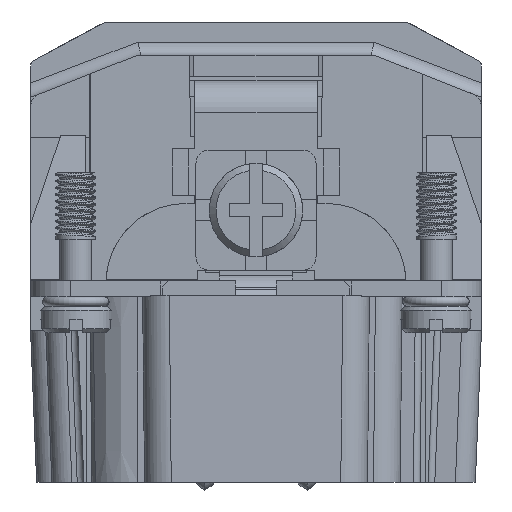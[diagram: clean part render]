
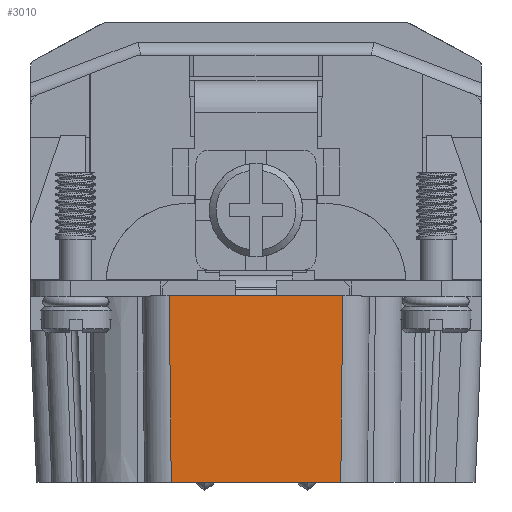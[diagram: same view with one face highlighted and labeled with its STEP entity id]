
A CAD part, left-side view. The second image highlights one B-rep face of the part: STEP entity #3010.
In plain terms, the highlighted planar face has unit normal (-1, 0, -0.011).
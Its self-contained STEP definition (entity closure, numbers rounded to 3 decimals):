
#3010=ADVANCED_FACE('',(#11021),#7479,.T.);
#7479=PLANE('',#92793);
#11021=FACE_OUTER_BOUND('',#15471,.T.);
#15471=EDGE_LOOP('',(#24635,#24636,#24637,#24638));
#24635=ORIENTED_EDGE('',*,*,#58546,.F.);
#24636=ORIENTED_EDGE('',*,*,#59738,.T.);
#24637=ORIENTED_EDGE('',*,*,#58540,.T.);
#24638=ORIENTED_EDGE('',*,*,#58508,.F.);
#49672=VERTEX_POINT('',#123335);
#49673=VERTEX_POINT('',#123337);
#49701=VERTEX_POINT('',#123407);
#49705=VERTEX_POINT('',#123417);
#58508=EDGE_CURVE('',#49672,#49673,#71895,.T.);
#58540=EDGE_CURVE('',#49701,#49673,#71919,.T.);
#58546=EDGE_CURVE('',#49705,#49672,#71921,.T.);
#59738=EDGE_CURVE('',#49705,#49701,#72701,.T.);
#71895=LINE('',#123336,#82030);
#71919=LINE('',#123406,#82054);
#71921=LINE('',#123418,#82056);
#72701=LINE('',#126077,#82836);
#82030=VECTOR('',#99209,1.);
#82054=VECTOR('',#99255,1.);
#82056=VECTOR('',#99267,1.);
#82836=VECTOR('',#101453,1.);
#92793=AXIS2_PLACEMENT_3D('',#126078,#101454,#101455);
#99209=DIRECTION('',(0.,-1.,0.));
#99255=DIRECTION('',(-0.01,-0.01,1.));
#99267=DIRECTION('',(-0.01,0.01,1.));
#101453=DIRECTION('',(0.,-1.,0.));
#101454=DIRECTION('',(-1.,0.,-0.01));
#101455=DIRECTION('',(-0.01,0.,1.));
#123335=CARTESIAN_POINT('',(-42.101,6.501,0.7));
#123336=CARTESIAN_POINT('',(-42.101,0.2,0.7));
#123337=CARTESIAN_POINT('',(-42.101,-6.501,0.7));
#123406=CARTESIAN_POINT('',(-42.099,-6.499,0.525));
#123407=CARTESIAN_POINT('',(-41.954,-6.355,-13.3));
#123417=CARTESIAN_POINT('',(-41.954,6.355,-13.3));
#123418=CARTESIAN_POINT('',(-42.099,6.499,0.539));
#126077=CARTESIAN_POINT('',(-41.954,0.,-13.3));
#126078=CARTESIAN_POINT('',(-42.1,0.675,0.6));
